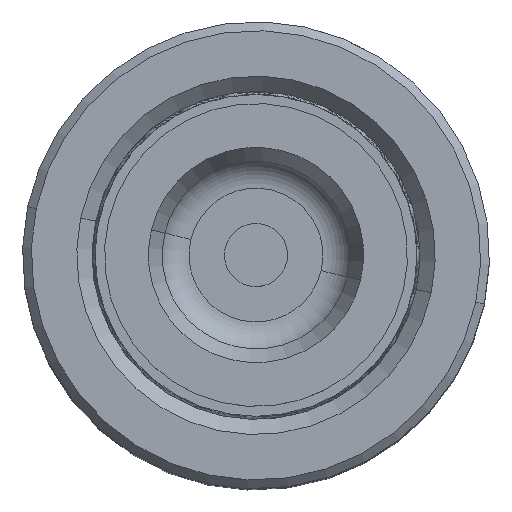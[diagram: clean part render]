
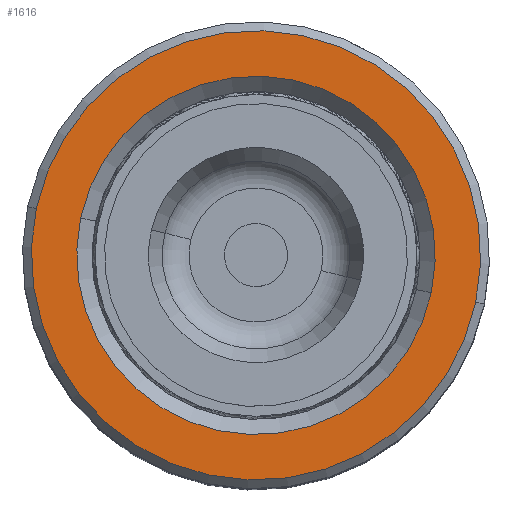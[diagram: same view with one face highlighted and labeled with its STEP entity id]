
A CAD part, top view. The second image highlights one B-rep face of the part: STEP entity #1616.
In plain terms, the highlighted planar face has unit normal (0, 0, 1).
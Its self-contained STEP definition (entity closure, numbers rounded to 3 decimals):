
#191 = CIRCLE ( 'NONE', #13772, 17.8 ) ;
#1544 = CARTESIAN_POINT ( 'NONE',  ( 14.2, 0., 60. ) ) ;
#1616 = ADVANCED_FACE ( 'NONE', ( #30663, #15937 ), #26105, .T. ) ;
#1855 = ORIENTED_EDGE ( 'NONE', *, *, #31611, .T. ) ;
#2693 = DIRECTION ( 'NONE',  ( 0., 0., -1. ) ) ;
#2809 = DIRECTION ( 'NONE',  ( 1., 0., 0. ) ) ;
#4186 = DIRECTION ( 'NONE',  ( 0., 0., 1. ) ) ;
#4337 = DIRECTION ( 'NONE',  ( 1., 0., 0. ) ) ;
#4410 = VERTEX_POINT ( 'NONE', #18912 ) ;
#4493 = AXIS2_PLACEMENT_3D ( 'NONE', #19274, #2693, #2809 ) ;
#6336 = EDGE_CURVE ( 'NONE', #4410, #23054, #191, .T. ) ;
#8004 = DIRECTION ( 'NONE',  ( 0., 0., 1. ) ) ;
#8603 = ORIENTED_EDGE ( 'NONE', *, *, #24674, .T. ) ;
#9834 = VERTEX_POINT ( 'NONE', #1544 ) ;
#10966 = ORIENTED_EDGE ( 'NONE', *, *, #17140, .T. ) ;
#12518 = DIRECTION ( 'NONE',  ( 1., 0., 0. ) ) ;
#13607 = CARTESIAN_POINT ( 'NONE',  ( 0., 0., 60. ) ) ;
#13772 = AXIS2_PLACEMENT_3D ( 'NONE', #29134, #34221, #12518 ) ;
#14450 = AXIS2_PLACEMENT_3D ( 'NONE', #17685, #34387, #4337 ) ;
#15339 = CIRCLE ( 'NONE', #14450, 14.2 ) ;
#15937 = FACE_BOUND ( 'NONE', #19723, .T. ) ;
#17140 = EDGE_CURVE ( 'NONE', #23054, #4410, #33717, .T. ) ;
#17685 = CARTESIAN_POINT ( 'NONE',  ( 0., 0., 60. ) ) ;
#18631 = VERTEX_POINT ( 'NONE', #20533 ) ;
#18912 = CARTESIAN_POINT ( 'NONE',  ( 17.8, 0., 60. ) ) ;
#19274 = CARTESIAN_POINT ( 'NONE',  ( 0., 0., 60. ) ) ;
#19723 = EDGE_LOOP ( 'NONE', ( #1855, #8603 ) ) ;
#20346 = AXIS2_PLACEMENT_3D ( 'NONE', #13607, #8004, #30434 ) ;
#20533 = CARTESIAN_POINT ( 'NONE',  ( -14.2, 0., 60. ) ) ;
#23054 = VERTEX_POINT ( 'NONE', #33991 ) ;
#23106 = DIRECTION ( 'NONE',  ( 1., 0., 0. ) ) ;
#23549 = ORIENTED_EDGE ( 'NONE', *, *, #6336, .T. ) ;
#24674 = EDGE_CURVE ( 'NONE', #18631, #9834, #15339, .T. ) ;
#26105 = PLANE ( 'NONE',  #27887 ) ;
#27329 = EDGE_LOOP ( 'NONE', ( #10966, #23549 ) ) ;
#27887 = AXIS2_PLACEMENT_3D ( 'NONE', #29025, #4186, #23106 ) ;
#29025 = CARTESIAN_POINT ( 'NONE',  ( 0., 0., 60. ) ) ;
#29134 = CARTESIAN_POINT ( 'NONE',  ( 0., 0., 60. ) ) ;
#29867 = CIRCLE ( 'NONE', #4493, 14.2 ) ;
#30434 = DIRECTION ( 'NONE',  ( 1., 0., 0. ) ) ;
#30663 = FACE_OUTER_BOUND ( 'NONE', #27329, .T. ) ;
#31611 = EDGE_CURVE ( 'NONE', #9834, #18631, #29867, .T. ) ;
#33717 = CIRCLE ( 'NONE', #20346, 17.8 ) ;
#33991 = CARTESIAN_POINT ( 'NONE',  ( -17.8, 0., 60. ) ) ;
#34221 = DIRECTION ( 'NONE',  ( 0., 0., 1. ) ) ;
#34387 = DIRECTION ( 'NONE',  ( 0., 0., -1. ) ) ;
